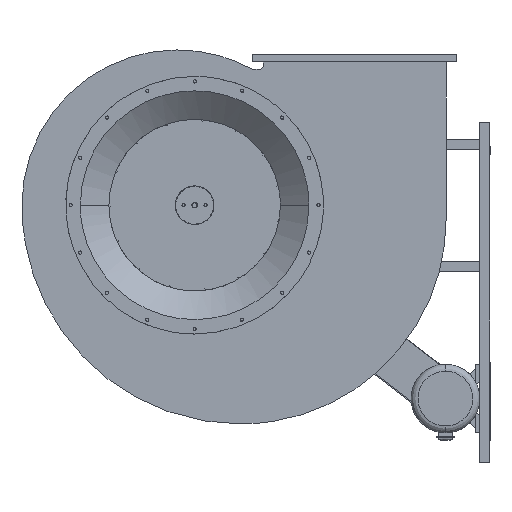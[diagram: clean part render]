
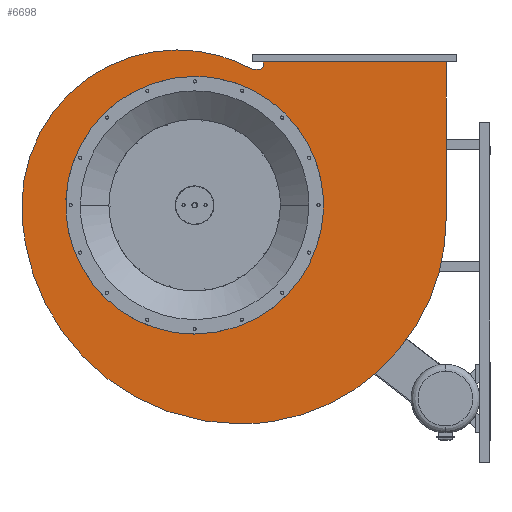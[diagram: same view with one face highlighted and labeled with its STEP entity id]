
A CAD part, left-side view. The second image highlights one B-rep face of the part: STEP entity #6698.
In plain terms, the highlighted free-form (B-spline) face has degree [1, 1] with [2, 2] control points.
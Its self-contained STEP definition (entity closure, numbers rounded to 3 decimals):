
#1075 = VERTEX_POINT('',#1076);
#1076 = CARTESIAN_POINT('',(-374.85,0.,297.504));
#1081 = EDGE_CURVE('',#1082,#1075,#1084,.T.);
#1082 = VERTEX_POINT('',#1083);
#1083 = CARTESIAN_POINT('',(-374.85,0.,
    -297.504));
#1084 = ( BOUNDED_CURVE() B_SPLINE_CURVE(2,(#1085,#1086,#1087,#1088,
#1089),.UNSPECIFIED.,.F.,.F.) B_SPLINE_CURVE_WITH_KNOTS((3,2,3),(
    3.142,4.712,6.283),
.PIECEWISE_BEZIER_KNOTS.) CURVE() GEOMETRIC_REPRESENTATION_ITEM() 
RATIONAL_B_SPLINE_CURVE((1.,0.707,1.,0.707,1.)) 
REPRESENTATION_ITEM('') );
#1085 = CARTESIAN_POINT('',(-374.85,0.,
    -297.504));
#1086 = CARTESIAN_POINT('',(-374.85,-297.504,
    -297.504));
#1087 = CARTESIAN_POINT('',(-374.85,-297.504,
    0.));
#1088 = CARTESIAN_POINT('',(-374.85,-297.504,
    297.504));
#1089 = CARTESIAN_POINT('',(-374.85,0.,
    297.504));
#6698 = ADVANCED_FACE('',(#6699,#6710),#6772,.T.);
#6699 = FACE_BOUND('',#6700,.T.);
#6700 = EDGE_LOOP('',(#6701,#6709));
#6701 = ORIENTED_EDGE('',*,*,#6702,.F.);
#6702 = EDGE_CURVE('',#1075,#1082,#6703,.T.);
#6703 = ( BOUNDED_CURVE() B_SPLINE_CURVE(2,(#6704,#6705,#6706,#6707,
#6708),.UNSPECIFIED.,.F.,.F.) B_SPLINE_CURVE_WITH_KNOTS((3,2,3),(0.,
1.571,3.142),.PIECEWISE_BEZIER_KNOTS.) CURVE() 
GEOMETRIC_REPRESENTATION_ITEM() RATIONAL_B_SPLINE_CURVE((1.,
0.707,1.,0.707,1.)) REPRESENTATION_ITEM('') );
#6704 = CARTESIAN_POINT('',(-374.85,0.,297.504));
#6705 = CARTESIAN_POINT('',(-374.85,297.504,
    297.504));
#6706 = CARTESIAN_POINT('',(-374.85,297.504,
    0.));
#6707 = CARTESIAN_POINT('',(-374.85,297.504,
    -297.504));
#6708 = CARTESIAN_POINT('',(-374.85,0.,
    -297.504));
#6709 = ORIENTED_EDGE('',*,*,#1081,.F.);
#6710 = FACE_BOUND('',#6711,.T.);
#6711 = EDGE_LOOP('',(#6712,#6721,#6728,#6736,#6743,#6751,#6759,#6767));
#6712 = ORIENTED_EDGE('',*,*,#6713,.F.);
#6713 = EDGE_CURVE('',#6714,#6716,#6718,.T.);
#6714 = VERTEX_POINT('',#6715);
#6715 = CARTESIAN_POINT('',(-374.85,-158.387,
    331.029));
#6716 = VERTEX_POINT('',#6717);
#6717 = CARTESIAN_POINT('',(-374.85,-580.753,
    331.029));
#6718 = B_SPLINE_CURVE_WITH_KNOTS('',1,(#6719,#6720),.UNSPECIFIED.,.F.,
  .F.,(2,2),(0.,480.),.PIECEWISE_BEZIER_KNOTS.);
#6719 = CARTESIAN_POINT('',(-374.85,-158.387,
    331.029));
#6720 = CARTESIAN_POINT('',(-374.85,-580.753,
    331.029));
#6721 = ORIENTED_EDGE('',*,*,#6722,.F.);
#6722 = EDGE_CURVE('',#6723,#6714,#6725,.T.);
#6723 = VERTEX_POINT('',#6724);
#6724 = CARTESIAN_POINT('',(-374.85,-158.387,
    322.406));
#6725 = B_SPLINE_CURVE_WITH_KNOTS('',1,(#6726,#6727),.UNSPECIFIED.,.F.,
  .F.,(2,2),(-9.8,0.),.PIECEWISE_BEZIER_KNOTS.);
#6726 = CARTESIAN_POINT('',(-374.85,-158.387,
    322.406));
#6727 = CARTESIAN_POINT('',(-374.85,-158.387,
    331.029));
#6728 = ORIENTED_EDGE('',*,*,#6729,.T.);
#6729 = EDGE_CURVE('',#6723,#6730,#6732,.T.);
#6730 = VERTEX_POINT('',#6731);
#6731 = CARTESIAN_POINT('',(-374.85,-149.588,
    313.607));
#6732 = ( BOUNDED_CURVE() B_SPLINE_CURVE(2,(#6733,#6734,#6735),
.UNSPECIFIED.,.F.,.F.) B_SPLINE_CURVE_WITH_KNOTS((3,3),(1.571,
3.142),.PIECEWISE_BEZIER_KNOTS.) CURVE() 
GEOMETRIC_REPRESENTATION_ITEM() RATIONAL_B_SPLINE_CURVE((1.,
0.707,1.)) REPRESENTATION_ITEM('') );
#6733 = CARTESIAN_POINT('',(-374.85,-158.387,
    322.406));
#6734 = CARTESIAN_POINT('',(-374.85,-158.387,
    313.607));
#6735 = CARTESIAN_POINT('',(-374.85,-149.588,
    313.607));
#6736 = ORIENTED_EDGE('',*,*,#6737,.F.);
#6737 = EDGE_CURVE('',#6738,#6730,#6740,.T.);
#6738 = VERTEX_POINT('',#6739);
#6739 = CARTESIAN_POINT('',(-374.85,-133.749,
    313.607));
#6740 = B_SPLINE_CURVE_WITH_KNOTS('',1,(#6741,#6742),.UNSPECIFIED.,.F.,
  .F.,(2,2),(-28.,-10.),.PIECEWISE_BEZIER_KNOTS.);
#6741 = CARTESIAN_POINT('',(-374.85,-133.749,
    313.607));
#6742 = CARTESIAN_POINT('',(-374.85,-149.588,
    313.607));
#6743 = ORIENTED_EDGE('',*,*,#6744,.F.);
#6744 = EDGE_CURVE('',#6745,#6738,#6747,.T.);
#6745 = VERTEX_POINT('',#6746);
#6746 = CARTESIAN_POINT('',(-374.85,398.608,
    0.));
#6747 = ( BOUNDED_CURVE() B_SPLINE_CURVE(2,(#6748,#6749,#6750),
.UNSPECIFIED.,.F.,.F.) B_SPLINE_CURVE_WITH_KNOTS((3,3),(4.712,
6.789),.PIECEWISE_BEZIER_KNOTS.) CURVE() 
GEOMETRIC_REPRESENTATION_ITEM() RATIONAL_B_SPLINE_CURVE((1.,
0.508,1.)) REPRESENTATION_ITEM('') );
#6748 = CARTESIAN_POINT('',(-374.85,398.608,
    0.));
#6749 = CARTESIAN_POINT('',(-374.85,398.608,
    608.649));
#6750 = CARTESIAN_POINT('',(-374.85,-133.749,
    313.607));
#6751 = ORIENTED_EDGE('',*,*,#6752,.F.);
#6752 = EDGE_CURVE('',#6753,#6745,#6755,.T.);
#6753 = VERTEX_POINT('',#6754);
#6754 = CARTESIAN_POINT('',(-374.85,-106.471,
    -505.079));
#6755 = ( BOUNDED_CURVE() B_SPLINE_CURVE(2,(#6756,#6757,#6758),
.UNSPECIFIED.,.F.,.F.) B_SPLINE_CURVE_WITH_KNOTS((3,3),(3.142,
4.712),.PIECEWISE_BEZIER_KNOTS.) CURVE() 
GEOMETRIC_REPRESENTATION_ITEM() RATIONAL_B_SPLINE_CURVE((1.,
0.707,1.)) REPRESENTATION_ITEM('') );
#6756 = CARTESIAN_POINT('',(-374.85,-106.471,
    -505.079));
#6757 = CARTESIAN_POINT('',(-374.85,398.608,
    -505.079));
#6758 = CARTESIAN_POINT('',(-374.85,398.608,
    0.));
#6759 = ORIENTED_EDGE('',*,*,#6760,.F.);
#6760 = EDGE_CURVE('',#6761,#6753,#6763,.T.);
#6761 = VERTEX_POINT('',#6762);
#6762 = CARTESIAN_POINT('',(-374.85,-580.753,
    -30.798));
#6763 = ( BOUNDED_CURVE() B_SPLINE_CURVE(2,(#6764,#6765,#6766),
.UNSPECIFIED.,.F.,.F.) B_SPLINE_CURVE_WITH_KNOTS((3,3),(1.571,
3.142),.PIECEWISE_BEZIER_KNOTS.) CURVE() 
GEOMETRIC_REPRESENTATION_ITEM() RATIONAL_B_SPLINE_CURVE((1.,
0.707,1.)) REPRESENTATION_ITEM('') );
#6764 = CARTESIAN_POINT('',(-374.85,-580.753,
    -30.798));
#6765 = CARTESIAN_POINT('',(-374.85,-580.753,
    -505.079));
#6766 = CARTESIAN_POINT('',(-374.85,-106.471,
    -505.079));
#6767 = ORIENTED_EDGE('',*,*,#6768,.F.);
#6768 = EDGE_CURVE('',#6716,#6761,#6769,.T.);
#6769 = B_SPLINE_CURVE_WITH_KNOTS('',1,(#6770,#6771),.UNSPECIFIED.,.F.,
  .F.,(2,2),(0.,411.2),.PIECEWISE_BEZIER_KNOTS.);
#6770 = CARTESIAN_POINT('',(-374.85,-580.753,
    331.029));
#6771 = CARTESIAN_POINT('',(-374.85,-580.753,
    -30.798));
#6772 = B_SPLINE_SURFACE_WITH_KNOTS('',1,1,(
    (#6773,#6774)
    ,(#6775,#6776
    )),.UNSPECIFIED.,.F.,.F.,.F.,(2,2),(2,2),(-539.,442.476),(-539.,574.
    ),.PIECEWISE_BEZIER_KNOTS.);
#6773 = CARTESIAN_POINT('',(-374.85,-580.753,
    -505.079));
#6774 = CARTESIAN_POINT('',(-374.85,398.608,
    -505.079));
#6775 = CARTESIAN_POINT('',(-374.85,-580.753,
    358.55));
#6776 = CARTESIAN_POINT('',(-374.85,398.608,
    358.55));
